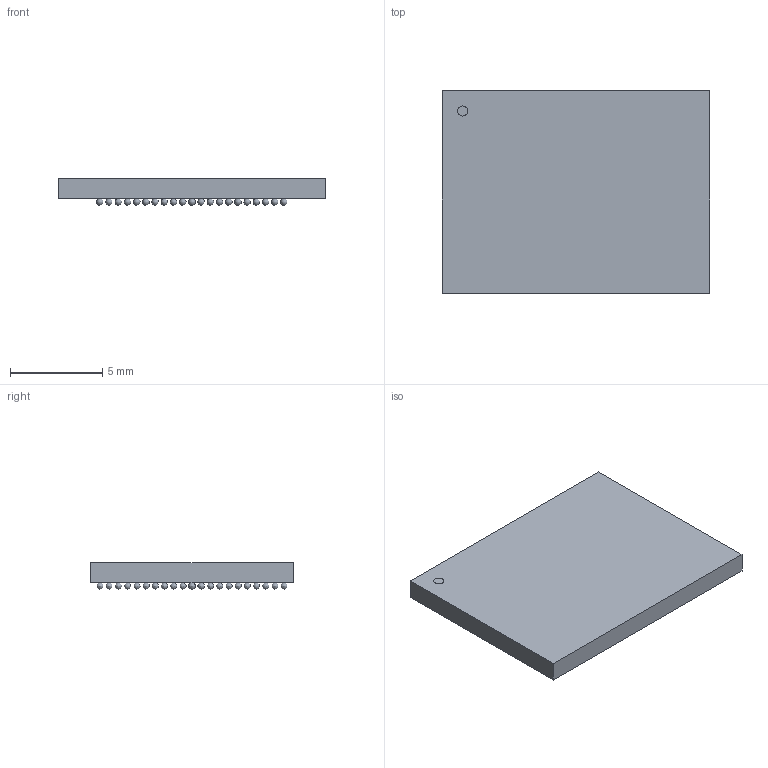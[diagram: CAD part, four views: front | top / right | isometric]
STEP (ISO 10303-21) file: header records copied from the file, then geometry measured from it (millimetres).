
FILE_DESCRIPTION(('STEP AP214'),'1');
FILE_NAME('MPFS095T-FCSG325_MCH','2024-08-31T05:23:23',(''),(''),'','','');
FILE_SCHEMA(('AUTOMOTIVE_DESIGN'));
Length unit declared in the file: millimetre
Products named in the file (1): product
Bounding box: 14.5 x 11 x 1.45 mm (x, y, z)
Volume: 182 mm3; surface area: 504.4 mm2
Topology: 327 solids, 327 shells, 334 faces, 990 edges, 660 vertices
Faces by surface type: sphere 325, plane 8, cylinder 1
Full cylindrical faces by diameter (mm): 0.55 x1
Entity records: 3298 total; most frequent: DIRECTION 688, CARTESIAN_POINT 348, AXIS2_PLACEMENT_3D 338, STYLED_ITEM 334, ADVANCED_FACE 334, MANIFOLD_SOLID_BREP 327, CLOSED_SHELL 327, SPHERICAL_SURFACE 325
